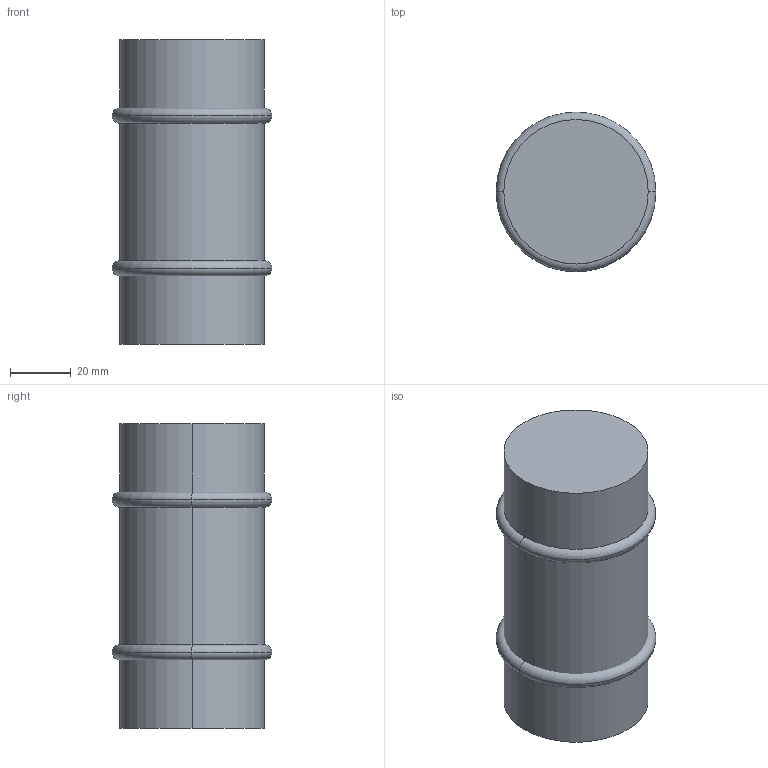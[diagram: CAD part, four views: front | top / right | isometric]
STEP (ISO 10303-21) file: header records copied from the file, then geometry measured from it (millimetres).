
FILE_DESCRIPTION (( 'STEP AP214' ), '1' );
FILE_NAME ('Vacuum cartridge.STEP', '2020-01-18T16:55:09', ( 'User' ), ( '' ), 'SwSTEP 2.0', 'SolidWorks 2018', '' );
FILE_SCHEMA (( 'AUTOMOTIVE_DESIGN' ));
Length unit declared in the file: millimetre
Products named in the file (1): Vacuum cartridge
Bounding box: 52.39 x 52.39 x 100 mm (x, y, z)
Volume: 180805 mm3; surface area: 23436.9 mm2
Topology: 3 solids, 3 shells, 18 faces, 34 edges, 18 vertices
Faces by surface type: torus 12, cylinder 4, plane 2
Entity records: 560 total; most frequent: DIRECTION 102, CARTESIAN_POINT 71, ORIENTED_EDGE 68, AXIS2_PLACEMENT_3D 49, EDGE_CURVE 34, CIRCLE 30, VERTEX_POINT 18, EDGE_LOOP 18
